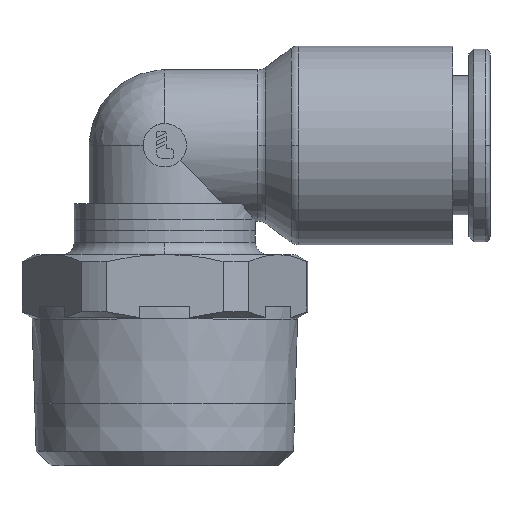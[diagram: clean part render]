
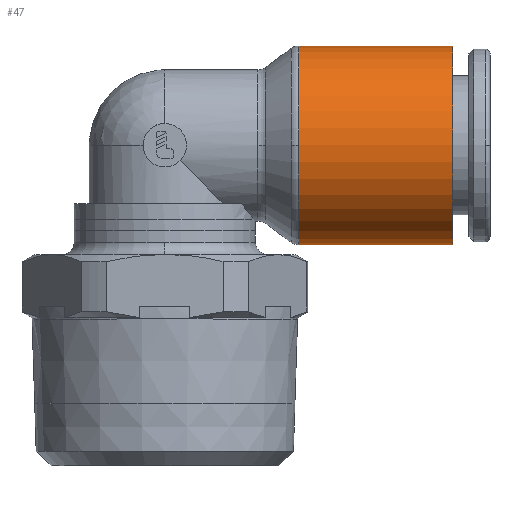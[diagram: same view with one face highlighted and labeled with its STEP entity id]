
A CAD part, top view. The second image highlights one B-rep face of the part: STEP entity #47.
In plain terms, the highlighted cylindrical face has radius 8 mm (diameter 16 mm), a partial arc.
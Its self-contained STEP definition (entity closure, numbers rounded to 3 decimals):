
#47=ADVANCED_FACE('',(#160),#161,.T.);
#160=FACE_OUTER_BOUND('',#392,.T.);
#161=CYLINDRICAL_SURFACE('',#393,8.0);
#392=EDGE_LOOP('',(#630,#631,#632,#633,#634));
#393=AXIS2_PLACEMENT_3D('',#635,#636,#637);
#630=ORIENTED_EDGE('',*,*,#1524,.F.);
#631=ORIENTED_EDGE('',*,*,#1525,.T.);
#632=ORIENTED_EDGE('',*,*,#1526,.T.);
#633=ORIENTED_EDGE('',*,*,#1527,.F.);
#634=ORIENTED_EDGE('',*,*,#1528,.F.);
#635=CARTESIAN_POINT('',(16.99,13.998,0.0));
#636=DIRECTION('',(1.0,0.0,0.0));
#637=DIRECTION('',(0.0,1.0,0.0));
#1524=EDGE_CURVE('',#1811,#1812,#1813,.T.);
#1525=EDGE_CURVE('',#1811,#1814,#1815,.T.);
#1526=EDGE_CURVE('',#1814,#1816,#1817,.T.);
#1527=EDGE_CURVE('',#1818,#1816,#1819,.T.);
#1528=EDGE_CURVE('',#1812,#1818,#1820,.T.);
#1811=VERTEX_POINT('',#2276);
#1812=VERTEX_POINT('',#2277);
#1813=LINE('',#2278,#2279);
#1814=VERTEX_POINT('',#2280);
#1815=CIRCLE('',#2281,8.0);
#1816=VERTEX_POINT('',#2282);
#1817=CIRCLE('',#2283,8.0);
#1818=VERTEX_POINT('',#2284);
#1819=LINE('',#2285,#2286);
#1820=CIRCLE('',#2287,8.0);
#2276=CARTESIAN_POINT('',(10.79,21.998,0.0));
#2277=CARTESIAN_POINT('',(23.19,21.998,0.0));
#2278=CARTESIAN_POINT('',(16.99,21.998,0.));
#2279=VECTOR('',#3308,1.0);
#2280=CARTESIAN_POINT('',(10.79,13.998,8.0));
#2281=AXIS2_PLACEMENT_3D('',#3309,#3310,#3311);
#2282=CARTESIAN_POINT('',(10.79,5.998,0.));
#2283=AXIS2_PLACEMENT_3D('',#3312,#3313,#3314);
#2284=CARTESIAN_POINT('',(23.19,5.998,0.));
#2285=CARTESIAN_POINT('',(16.99,5.998,0.));
#2286=VECTOR('',#3315,1.0);
#2287=AXIS2_PLACEMENT_3D('',#3316,#3317,#3318);
#3308=DIRECTION('',(1.0,0.0,0.0));
#3309=CARTESIAN_POINT('',(10.79,13.998,0.0));
#3310=DIRECTION('',(1.0,0.0,0.0));
#3311=DIRECTION('',(0.0,1.0,0.0));
#3312=CARTESIAN_POINT('',(10.79,13.998,0.0));
#3313=DIRECTION('',(1.0,0.0,0.0));
#3314=DIRECTION('',(0.0,1.0,0.0));
#3315=DIRECTION('',(-1.0,-0.0,-0.0));
#3316=CARTESIAN_POINT('',(23.19,13.998,0.0));
#3317=DIRECTION('',(1.0,0.0,0.0));
#3318=DIRECTION('',(0.0,1.0,0.0));
